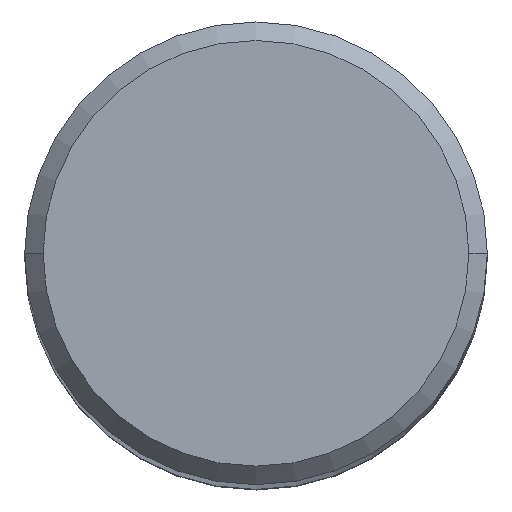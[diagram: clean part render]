
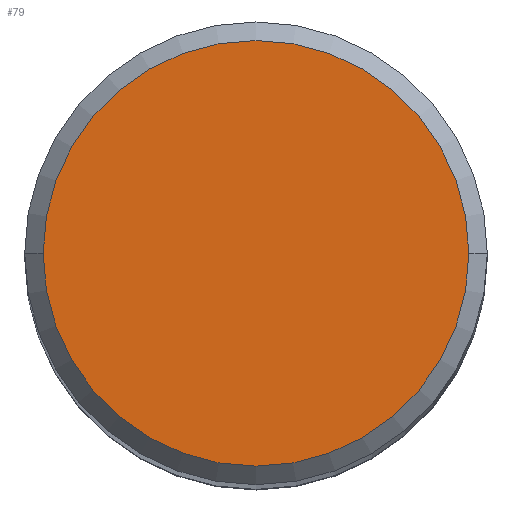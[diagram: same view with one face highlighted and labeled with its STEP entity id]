
A CAD part, top view. The second image highlights one B-rep face of the part: STEP entity #79.
In plain terms, the highlighted planar face has unit normal (0, 0, 1).
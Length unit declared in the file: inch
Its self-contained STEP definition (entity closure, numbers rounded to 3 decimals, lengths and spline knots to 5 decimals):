
#38 = ORIENTED_EDGE ( 'NONE', *, *, #101, .T. ) ;
#51 = DIRECTION ( 'NONE',  ( 0., 0., 1. ) ) ;
#53 = VERTEX_POINT ( 'NONE', #377 ) ;
#72 = ORIENTED_EDGE ( 'NONE', *, *, #244, .T. ) ;
#79 = ADVANCED_FACE ( 'NONE', ( #179 ), #266, .T. ) ;
#80 = DIRECTION ( 'NONE',  ( 1., 0., 0. ) ) ;
#101 = EDGE_CURVE ( 'NONE', #53, #159, #297, .T. ) ;
#127 = EDGE_LOOP ( 'NONE', ( #72, #38 ) ) ;
#139 = AXIS2_PLACEMENT_3D ( 'NONE', #324, #396, #80 ) ;
#159 = VERTEX_POINT ( 'NONE', #300 ) ;
#179 = FACE_OUTER_BOUND ( 'NONE', #127, .T. ) ;
#182 = CARTESIAN_POINT ( 'NONE',  ( 0., 0., 2.5 ) ) ;
#183 = DIRECTION ( 'NONE',  ( 1., 0., 0. ) ) ;
#190 = CARTESIAN_POINT ( 'NONE',  ( 0., 0., 2.5 ) ) ;
#241 = AXIS2_PLACEMENT_3D ( 'NONE', #190, #285, #373 ) ;
#244 = EDGE_CURVE ( 'NONE', #159, #53, #274, .T. ) ;
#266 = PLANE ( 'NONE',  #383 ) ;
#274 = CIRCLE ( 'NONE', #241, 0.1725 ) ;
#285 = DIRECTION ( 'NONE',  ( 0., 0., 1. ) ) ;
#297 = CIRCLE ( 'NONE', #139, 0.1725 ) ;
#300 = CARTESIAN_POINT ( 'NONE',  ( -0.1725, 0., 2.5 ) ) ;
#324 = CARTESIAN_POINT ( 'NONE',  ( 0., 0., 2.5 ) ) ;
#373 = DIRECTION ( 'NONE',  ( 1., 0., 0. ) ) ;
#377 = CARTESIAN_POINT ( 'NONE',  ( 0.1725, 0., 2.5 ) ) ;
#383 = AXIS2_PLACEMENT_3D ( 'NONE', #182, #51, #183 ) ;
#396 = DIRECTION ( 'NONE',  ( 0., 0., 1. ) ) ;
